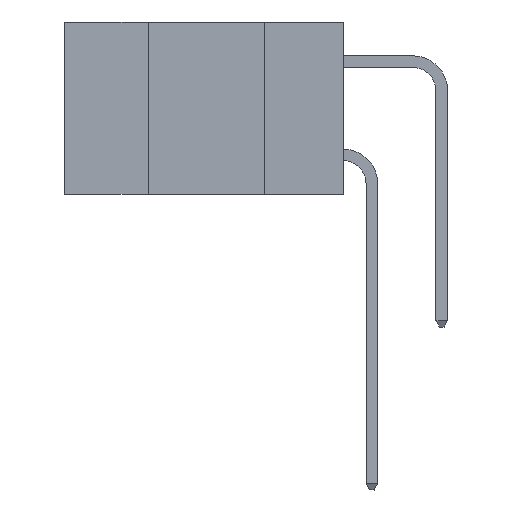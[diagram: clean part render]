
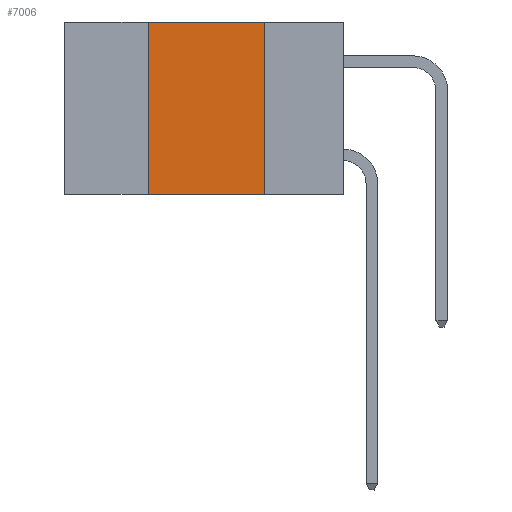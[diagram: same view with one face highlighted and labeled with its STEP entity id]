
A CAD part, left-side view. The second image highlights one B-rep face of the part: STEP entity #7006.
In plain terms, the highlighted planar face has unit normal (-1, 0, 0).
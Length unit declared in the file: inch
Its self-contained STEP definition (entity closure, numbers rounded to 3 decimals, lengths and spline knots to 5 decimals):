
#428 = DIRECTION ( 'NONE',  ( 0., 0., -1. ) ) ;
#1117 = VERTEX_POINT ( 'NONE', #3939 ) ;
#1315 = CARTESIAN_POINT ( 'NONE',  ( 0., 0.6, 0. ) ) ;
#1377 = FACE_OUTER_BOUND ( 'NONE', #10175, .T. ) ;
#1555 = ORIENTED_EDGE ( 'NONE', *, *, #9253, .F. ) ;
#2035 = EDGE_CURVE ( 'NONE', #9479, #10779, #8213, .T. ) ;
#2485 = CARTESIAN_POINT ( 'NONE',  ( 0., 0.42, 0. ) ) ;
#3058 = VECTOR ( 'NONE', #9441, 39.37008 ) ;
#3084 = AXIS2_PLACEMENT_3D ( 'NONE', #1315, #14022, #7262 ) ;
#3259 = ORIENTED_EDGE ( 'NONE', *, *, #2035, .F. ) ;
#3939 = CARTESIAN_POINT ( 'NONE',  ( 0., 0.17, -0.37 ) ) ;
#4157 = ORIENTED_EDGE ( 'NONE', *, *, #6124, .T. ) ;
#4939 = VERTEX_POINT ( 'NONE', #12660 ) ;
#6051 = DIRECTION ( 'NONE',  ( 0., -1., 0. ) ) ;
#6124 = EDGE_CURVE ( 'NONE', #4939, #1117, #11309, .T. ) ;
#6537 = EDGE_CURVE ( 'NONE', #4939, #9479, #13576, .T. ) ;
#6770 = CARTESIAN_POINT ( 'NONE',  ( 0., 0.17, 0. ) ) ;
#7006 = ADVANCED_FACE ( 'NONE', ( #1377 ), #14180, .F. ) ;
#7262 = DIRECTION ( 'NONE',  ( 0., 0., -1. ) ) ;
#8213 = LINE ( 'NONE', #8302, #3058 ) ;
#8302 = CARTESIAN_POINT ( 'NONE',  ( 0., 0.6, 0. ) ) ;
#9253 = EDGE_CURVE ( 'NONE', #10779, #1117, #11574, .T. ) ;
#9441 = DIRECTION ( 'NONE',  ( 0., -1., 0. ) ) ;
#9479 = VERTEX_POINT ( 'NONE', #2485 ) ;
#9890 = VECTOR ( 'NONE', #6051, 39.37008 ) ;
#10175 = EDGE_LOOP ( 'NONE', ( #1555, #3259, #13976, #4157 ) ) ;
#10491 = VECTOR ( 'NONE', #11824, 39.37008 ) ;
#10779 = VERTEX_POINT ( 'NONE', #6770 ) ;
#11006 = CARTESIAN_POINT ( 'NONE',  ( 0., 0.17, 0. ) ) ;
#11309 = LINE ( 'NONE', #12184, #9890 ) ;
#11574 = LINE ( 'NONE', #11006, #13927 ) ;
#11824 = DIRECTION ( 'NONE',  ( 0., 0., 1. ) ) ;
#11889 = CARTESIAN_POINT ( 'NONE',  ( 0., 0.42, 0. ) ) ;
#12184 = CARTESIAN_POINT ( 'NONE',  ( 0., 0.6, -0.37 ) ) ;
#12660 = CARTESIAN_POINT ( 'NONE',  ( 0., 0.42, -0.37 ) ) ;
#13576 = LINE ( 'NONE', #11889, #10491 ) ;
#13927 = VECTOR ( 'NONE', #428, 39.37008 ) ;
#13976 = ORIENTED_EDGE ( 'NONE', *, *, #6537, .F. ) ;
#14022 = DIRECTION ( 'NONE',  ( 1., 0., 0. ) ) ;
#14180 = PLANE ( 'NONE',  #3084 ) ;
